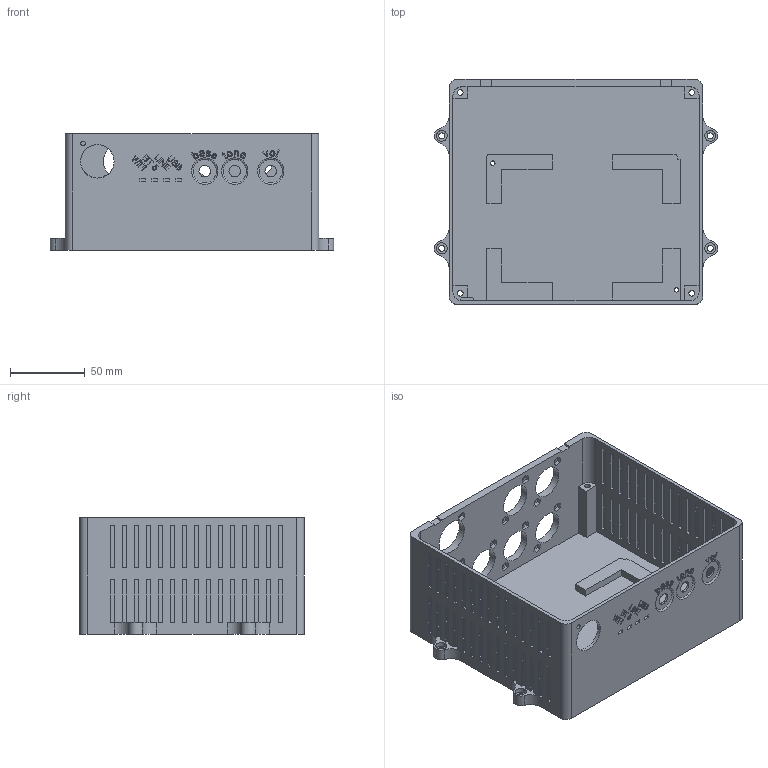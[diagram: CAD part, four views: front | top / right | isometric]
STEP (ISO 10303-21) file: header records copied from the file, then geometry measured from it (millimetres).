
FILE_DESCRIPTION(/* description */ (''),/* implementation_level */ '2;1');
FILE_NAME(/* name */ 'amp-shell.step',/* time_stamp */ '2022-09-08T16:00:10-07:00',/* author */ (''),/* organization */ (''),/* preprocessor_version */ 'ST-DEVELOPER v19',/* originating_system */ 'Autodesk Translation Framework v11.7.0.108',/* authorisation */ '');
FILE_SCHEMA (('AUTOMOTIVE_DESIGN { 1 0 10303 214 3 1 1 }'));
Products named in the file (1): amp-box
Bounding box: 188.97 x 150 x 78 mm (x, y, z)
Volume: 215852.3 mm3; surface area: 159351.4 mm2
Topology: 1 solids, 1 shells, 1586 faces, 4530 edges, 3020 vertices
Faces by surface type: plane 1035, bspline 486, cylinder 62, torus 3
Full cylindrical faces by diameter (mm): 2.3 x2, 2.5 x2, 2.6 x10, 3 x2, 3.1 x1, 3.7 x4, 4 x4, 7.3 x4, 7.7 x3, 21.8 x5, 22.3 x1, 23.9 x2
Entity records: 56015 total; most frequent: CARTESIAN_POINT 17399, ORIENTED_EDGE 9060, DIRECTION 5899, EDGE_CURVE 4530, LINE 3419, VECTOR 3419, VERTEX_POINT 3020, EDGE_LOOP 1860
